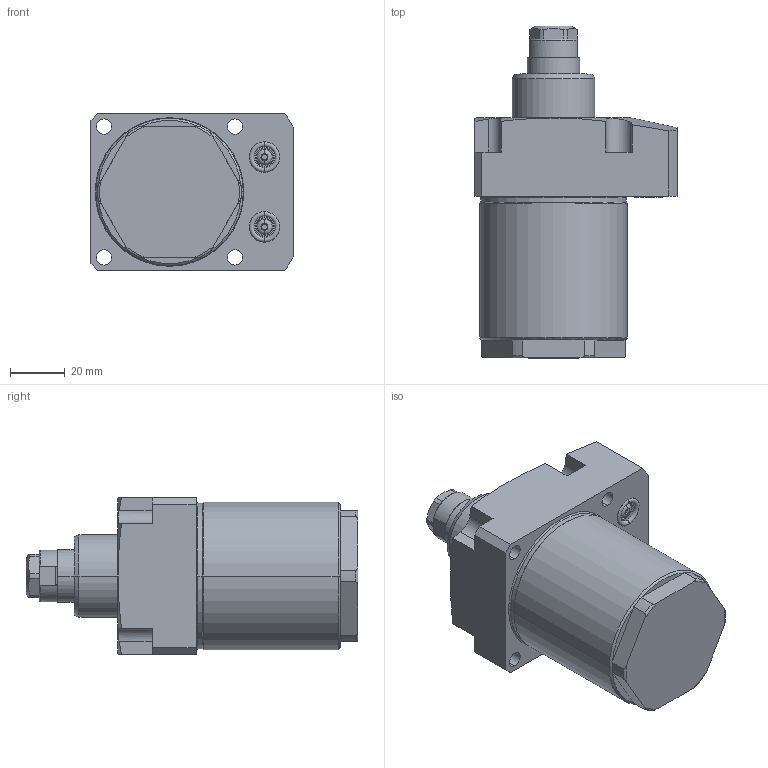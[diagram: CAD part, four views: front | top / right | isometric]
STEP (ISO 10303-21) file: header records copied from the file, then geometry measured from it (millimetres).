
FILE_DESCRIPTION((''),'2;1');
FILE_NAME('ILC10020800','2009-09-29T',('avl'),(''),'PRO/ENGINEER BY PARAMETRIC TECHNOLOGY CORPORATION, 2007460','PRO/ENGINEER BY PARAMETRIC TECHNOLOGY CORPORATION, 2007460','');
FILE_SCHEMA(('AUTOMOTIVE_DESIGN_CC2 { 1 2 10303 214 -1 1 5 2 }'));
Length unit declared in the file: inch
Products named in the file (1): ILC10020800
Bounding box: 73.53 x 120.8 x 57.15 mm (x, y, z)
Volume: 255233.6 mm3; surface area: 30912.9 mm2
Topology: 1 solids, 5 shells, 194 faces, 490 edges, 316 vertices
Faces by surface type: plane 82, cylinder 76, cone 18, torus 14, revolution 4
Entity records: 7896 total; most frequent: CARTESIAN_POINT 1537, DIRECTION 1006, ORIENTED_EDGE 964, PRESENTATION_STYLE_ASSIGNMENT 495, STYLED_ITEM 495, CURVE_STYLE 490, EDGE_CURVE 490, AXIS2_PLACEMENT_3D 391
